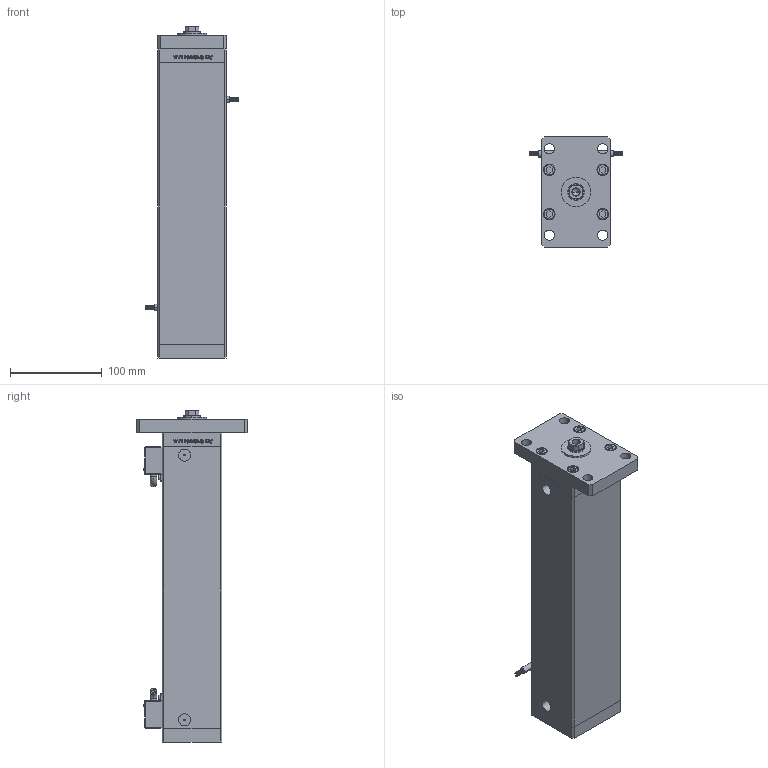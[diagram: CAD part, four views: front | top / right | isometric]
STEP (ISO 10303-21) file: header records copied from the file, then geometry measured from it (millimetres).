
FILE_DESCRIPTION (( 'STEP AP203' ), '1' );
FILE_NAME ('dbaa.STEP', '2024-10-07T07:17:01', ( '' ), ( '' ), 'SwSTEP 2.0', 'SolidWorks 2019', '' );
FILE_SCHEMA (( 'CONFIG_CONTROL_DESIGN' ));
Length unit declared in the file: millimetre
Products named in the file (8): V220C_VC_F 3df8772f21e2f39c28fa29e0f8e9bf76; V220C BACK_F 3df8772f21e2f39c28fa29e0f8e9bf76; dbaa; V220C_F 3df8772f21e2f39c28fa29e0f8e9bf76; V220C_FRONT_F 3df8772f21e2f39c28fa29e0f8e9bf76; Magnetic_Switch_MSU4 3df8772f21e2f39c28fa29e0f8e9bf76; V220C_F_MIDDLE 3df8772f21e2f39c28fa29e0f8e9bf76; ALLEN BOLT 3df8772f21e2f39c28fa29e0f8e9bf76
Assembly tree (21 placements, depth 2):
  dbaa
    V220C BACK_F 3df8772f21e2f39c28fa29e0f8e9bf76
    V220C_F_MIDDLE 3df8772f21e2f39c28fa29e0f8e9bf76
    V220C_FRONT_F 3df8772f21e2f39c28fa29e0f8e9bf76
    V220C_F 3df8772f21e2f39c28fa29e0f8e9bf76
    Magnetic_Switch_MSU4 3df8772f21e2f39c28fa29e0f8e9bf76  x2
    ALLEN BOLT 3df8772f21e2f39c28fa29e0f8e9bf76  x14
    V220C_VC_F 3df8772f21e2f39c28fa29e0f8e9bf76
Bounding box: 101.6 x 120 x 361 mm (x, y, z)
Volume: 1587313.5 mm3; surface area: 248911.9 mm2
Topology: 21 solids, 23 shells, 1512 faces, 3695 edges, 2389 vertices
Faces by surface type: plane 593, bspline 484, cylinder 277, torus 68, cone 66, sphere 24
Entity records: 56620 total; most frequent: CARTESIAN_POINT 31028, ORIENTED_EDGE 5716, DIRECTION 3600, EDGE_CURVE 2858, VERTEX_POINT 1888, LINE 1472, VECTOR 1472, EDGE_LOOP 1326
